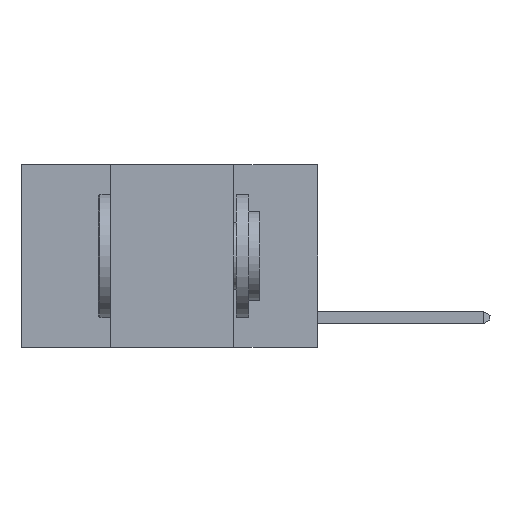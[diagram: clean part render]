
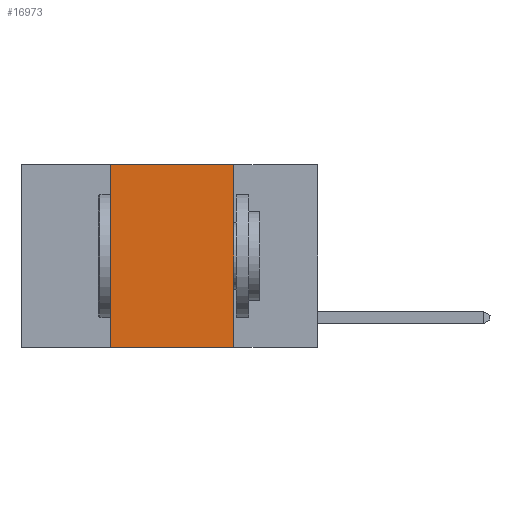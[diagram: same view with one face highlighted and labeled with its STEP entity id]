
A CAD part, left-side view. The second image highlights one B-rep face of the part: STEP entity #16973.
In plain terms, the highlighted planar face has unit normal (-1, 0, 0).
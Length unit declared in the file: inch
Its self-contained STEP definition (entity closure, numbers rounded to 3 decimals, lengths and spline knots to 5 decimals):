
#455 = LINE ( 'NONE', #12831, #15341 ) ;
#1102 = VECTOR ( 'NONE', #8601, 39.37008 ) ;
#1361 = ORIENTED_EDGE ( 'NONE', *, *, #15447, .F. ) ;
#1663 = VERTEX_POINT ( 'NONE', #15053 ) ;
#2446 = ORIENTED_EDGE ( 'NONE', *, *, #8683, .F. ) ;
#2681 = EDGE_CURVE ( 'NONE', #1663, #11984, #10015, .T. ) ;
#2816 = DIRECTION ( 'NONE',  ( 0., 0., -1. ) ) ;
#4379 = CARTESIAN_POINT ( 'NONE',  ( 0., 0.17, 0. ) ) ;
#4750 = LINE ( 'NONE', #9183, #19712 ) ;
#5236 = PLANE ( 'NONE',  #19054 ) ;
#5677 = ORIENTED_EDGE ( 'NONE', *, *, #2681, .T. ) ;
#6051 = CARTESIAN_POINT ( 'NONE',  ( 0., 0.17, -0.37 ) ) ;
#6327 = CARTESIAN_POINT ( 'NONE',  ( 0., 0.6, -0.37 ) ) ;
#6446 = VECTOR ( 'NONE', #14316, 39.37008 ) ;
#7875 = EDGE_CURVE ( 'NONE', #12146, #13609, #19531, .T. ) ;
#8380 = CARTESIAN_POINT ( 'NONE',  ( 0., 0.6, 0. ) ) ;
#8601 = DIRECTION ( 'NONE',  ( 0., -1., 0. ) ) ;
#8683 = EDGE_CURVE ( 'NONE', #13609, #11984, #455, .T. ) ;
#9183 = CARTESIAN_POINT ( 'NONE',  ( 0., 0.42, 0. ) ) ;
#9290 = DIRECTION ( 'NONE',  ( 0., 0., 1. ) ) ;
#9662 = CARTESIAN_POINT ( 'NONE',  ( 0., 0.42, 0. ) ) ;
#9787 = ORIENTED_EDGE ( 'NONE', *, *, #7875, .F. ) ;
#10015 = LINE ( 'NONE', #6327, #6446 ) ;
#11984 = VERTEX_POINT ( 'NONE', #6051 ) ;
#12146 = VERTEX_POINT ( 'NONE', #9662 ) ;
#12831 = CARTESIAN_POINT ( 'NONE',  ( 0., 0.17, 0. ) ) ;
#13609 = VERTEX_POINT ( 'NONE', #4379 ) ;
#14316 = DIRECTION ( 'NONE',  ( 0., -1., 0. ) ) ;
#15053 = CARTESIAN_POINT ( 'NONE',  ( 0., 0.42, -0.37 ) ) ;
#15341 = VECTOR ( 'NONE', #18991, 39.37008 ) ;
#15447 = EDGE_CURVE ( 'NONE', #1663, #12146, #4750, .T. ) ;
#16058 = EDGE_LOOP ( 'NONE', ( #2446, #9787, #1361, #5677 ) ) ;
#16396 = CARTESIAN_POINT ( 'NONE',  ( 0., 0.6, 0. ) ) ;
#16973 = ADVANCED_FACE ( 'NONE', ( #19108 ), #5236, .F. ) ;
#17975 = DIRECTION ( 'NONE',  ( 1., 0., 0. ) ) ;
#18991 = DIRECTION ( 'NONE',  ( 0., 0., -1. ) ) ;
#19054 = AXIS2_PLACEMENT_3D ( 'NONE', #8380, #17975, #2816 ) ;
#19108 = FACE_OUTER_BOUND ( 'NONE', #16058, .T. ) ;
#19531 = LINE ( 'NONE', #16396, #1102 ) ;
#19712 = VECTOR ( 'NONE', #9290, 39.37008 ) ;
